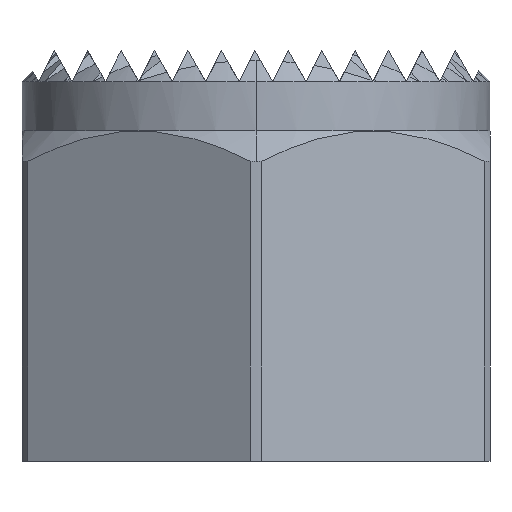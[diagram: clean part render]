
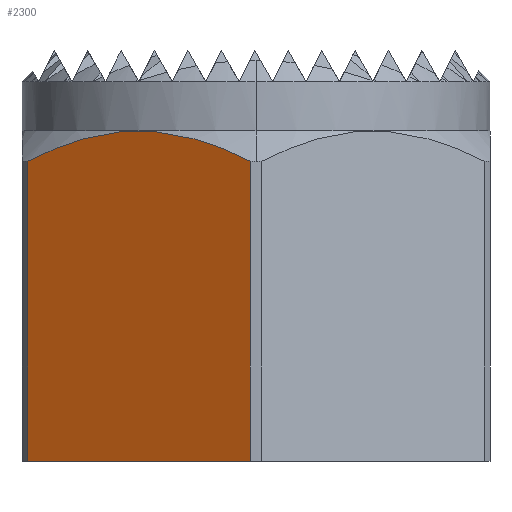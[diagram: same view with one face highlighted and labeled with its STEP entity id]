
A CAD part, front view. The second image highlights one B-rep face of the part: STEP entity #2300.
In plain terms, the highlighted planar face has unit normal (-0.5, -0.866, 0).
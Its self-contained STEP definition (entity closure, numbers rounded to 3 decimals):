
#2300=ADVANCED_FACE('',(#4598),#4599,.T.);
#4598=FACE_OUTER_BOUND('',#6890,.T.);
#4599=PLANE('',#6891);
#6890=EDGE_LOOP('',(#12435,#12436,#12437,#12438));
#6891=AXIS2_PLACEMENT_3D('',#12439,#12440,#12441);
#12435=ORIENTED_EDGE('',*,*,#12567,.F.);
#12436=ORIENTED_EDGE('',*,*,#12535,.T.);
#12437=ORIENTED_EDGE('',*,*,#12572,.F.);
#12438=ORIENTED_EDGE('',*,*,#12596,.F.);
#12439=CARTESIAN_POINT('',(0.,-9.815,0.));
#12440=DIRECTION('',(-0.5,-0.866,0.));
#12441=DIRECTION('',(0.,0.0,1.0));
#12535=EDGE_CURVE('',#14608,#14606,#14609,.T.);
#12567=EDGE_CURVE('',#14608,#14658,#14659,.T.);
#12572=EDGE_CURVE('',#14664,#14606,#14666,.T.);
#12596=EDGE_CURVE('',#14658,#14664,#14699,.T.);
#14606=VERTEX_POINT('',#17178);
#14608=VERTEX_POINT('',#17180);
#14609=(B_SPLINE_CURVE(2,(#17182,#17183,#17184),.UNSPECIFIED.,.F.,.F.)B_SPLINE_CURVE_WITH_KNOTS((3,3),(0.0,10.111),.UNSPECIFIED.)RATIONAL_B_SPLINE_CURVE((1.0,1.155,1.0))BOUNDED_CURVE()REPRESENTATION_ITEM('')GEOMETRIC_REPRESENTATION_ITEM()CURVE());
#14658=VERTEX_POINT('',#17286);
#14659=LINE('',#17287,#17288);
#14664=VERTEX_POINT('',#17294);
#14666=LINE('',#17296,#17297);
#14699=LINE('',#17349,#17350);
#17178=CARTESIAN_POINT('',(-8.297,-5.025,10.892));
#17180=CARTESIAN_POINT('',(-0.203,-9.698,10.892));
#17182=CARTESIAN_POINT('',(0.,-9.815,10.786));
#17183=CARTESIAN_POINT('',(-4.25,-7.361,13.051));
#17184=CARTESIAN_POINT('',(-8.5,-4.908,10.786));
#17286=CARTESIAN_POINT('',(-0.203,-9.698,0.0));
#17287=CARTESIAN_POINT('',(-0.203,-9.698,6.526));
#17288=VECTOR('',#22645,1.0);
#17294=CARTESIAN_POINT('',(-8.297,-5.025,0.0));
#17296=CARTESIAN_POINT('',(-8.297,-5.025,6.526));
#17297=VECTOR('',#22653,1.0);
#17349=CARTESIAN_POINT('',(-1.063,-9.202,0.));
#17350=VECTOR('',#22682,1.0);
#22645=DIRECTION('',(-0.0,-0.0,-1.0));
#22653=DIRECTION('',(0.0,0.0,1.0));
#22682=DIRECTION('',(-0.866,0.5,0.));
